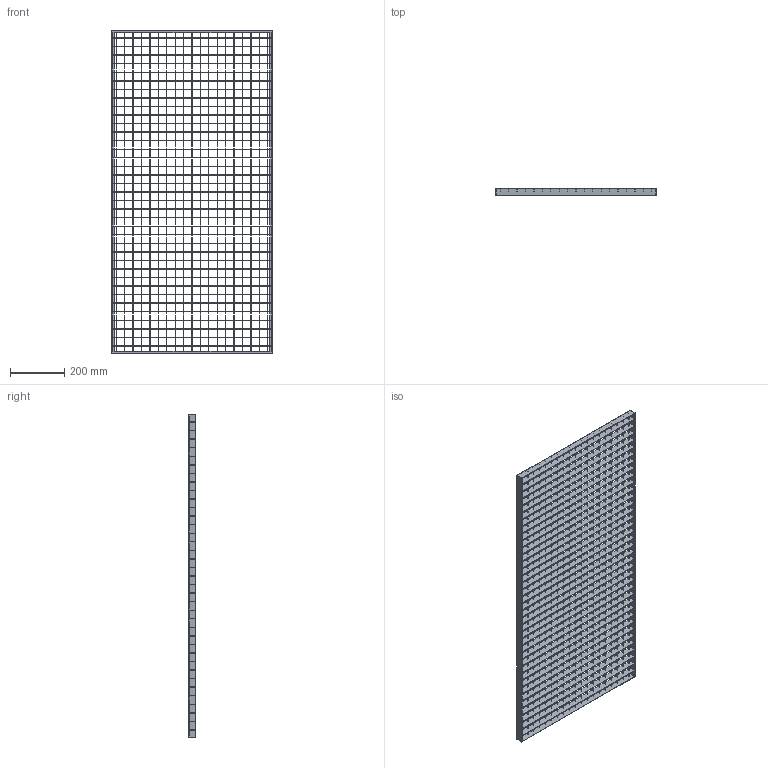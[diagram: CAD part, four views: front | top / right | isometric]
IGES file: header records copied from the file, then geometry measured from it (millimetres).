
Start section: SolidWorks IGES file using analytic representation for surfaces
Global section: file name: 23-591193025-7.igs; native system: SolidWorks 2015; preprocessor: SolidWorks 2015; author: Chris; date: 150827.011612; units: millimetre
Bounding box: 590 x 25 x 1190 mm (x, y, z)
Surface area: 1833956 mm2 (no closed solid volume)
Topology: 0 solids, 0 shells, 2558 faces, 19648 edges, 19648 vertices
Faces by surface type: bspline 2558
